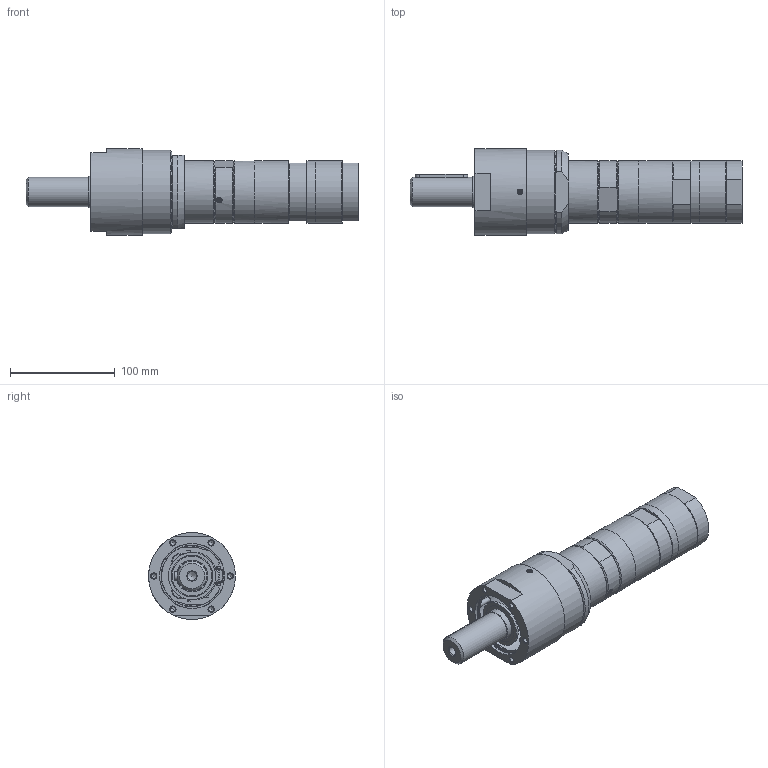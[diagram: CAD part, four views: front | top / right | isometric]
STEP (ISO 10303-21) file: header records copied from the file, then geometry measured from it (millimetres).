
FILE_DESCRIPTION(/* description */ (''),/* implementation_level */ '2;1');
FILE_NAME(/* name */ 'MUD 82-100_60002437.stp',/* time_stamp */ '2018-10-09T11:42:04+02:00',/* author */ ('flambert'),/* organization */ (''),/* preprocessor_version */ 'ST-DEVELOPER v17',/* originating_system */ 'Autodesk Inventor 2018',/* authorisation */ '');
FILE_SCHEMA (('AUTOMOTIVE_DESIGN { 1 0 10303 214 3 1 1 }'));
Length unit declared in the file: millimetre
Products named in the file (1): MUD 82-100_60002437
Bounding box: 317 x 83 x 83 mm (x, y, z)
Volume: 933140.1 mm3; surface area: 83141.7 mm2
Topology: 1 solids, 8 shells, 259 faces, 687 edges, 468 vertices
Faces by surface type: plane 127, cylinder 67, cone 45, torus 9, bspline 7, sphere 4
Full cylindrical faces by diameter (mm): 1.55 x4, 3.3 x1, 3.6 x2, 4 x3, 4.917 x6, 5 x2, 5.5 x2, 8.376 x1, 14.95 x2, 18.631 x1, 28 x1, 30 x2, 36.5 x1, 38 x1, 40 x1, 45 x1, 60 x5, 62 x2, 65 x1, 67.109 x1, 67.4 x1, 80 x1, 83 x1
Entity records: 8777 total; most frequent: CARTESIAN_POINT 1780, DIRECTION 1446, ORIENTED_EDGE 1360, EDGE_CURVE 680, AXIS2_PLACEMENT_3D 565, VERTEX_POINT 468, LINE 316, VECTOR 316
